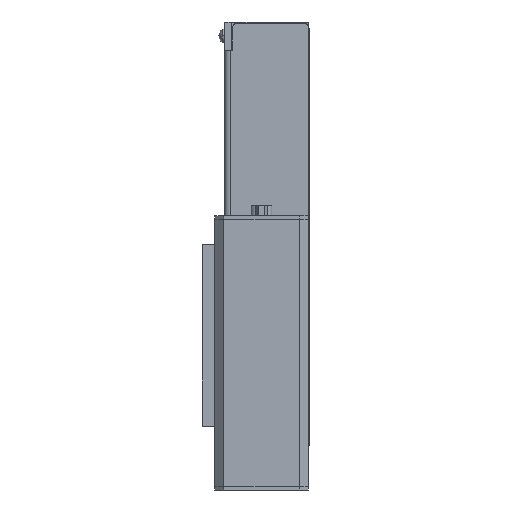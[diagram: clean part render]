
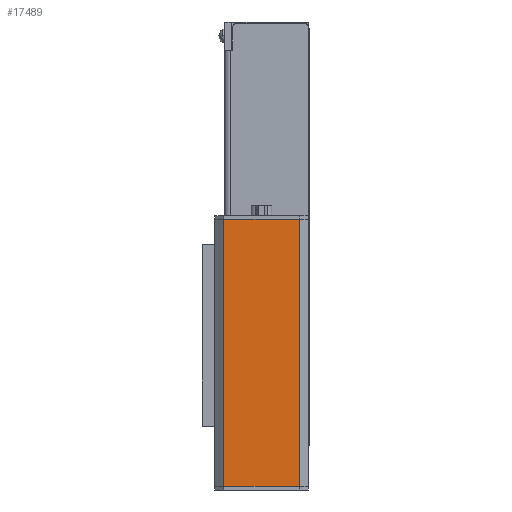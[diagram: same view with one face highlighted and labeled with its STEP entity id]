
A CAD part, left-side view. The second image highlights one B-rep face of the part: STEP entity #17489.
In plain terms, the highlighted face is planar.
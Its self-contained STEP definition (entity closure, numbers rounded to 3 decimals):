
#830 = DIRECTION ( 'NONE',  ( 0., 0., 1. ) ) ;
#1094 = LINE ( 'NONE', #7311, #18823 ) ;
#1106 = EDGE_CURVE ( 'NONE', #19858, #12285, #1375, .T. ) ;
#1375 = LINE ( 'NONE', #19448, #19573 ) ;
#1585 = CARTESIAN_POINT ( 'NONE',  ( 41., 17., -91.25 ) ) ;
#3288 = VERTEX_POINT ( 'NONE', #9827 ) ;
#3372 = ORIENTED_EDGE ( 'NONE', *, *, #1106, .F. ) ;
#4497 = ORIENTED_EDGE ( 'NONE', *, *, #15438, .F. ) ;
#4795 = DIRECTION ( 'NONE',  ( 0., 1., 0. ) ) ;
#5250 = CARTESIAN_POINT ( 'NONE',  ( 41., 17., 28.5 ) ) ;
#6226 = EDGE_CURVE ( 'NONE', #6974, #3288, #12938, .T. ) ;
#6974 = VERTEX_POINT ( 'NONE', #14076 ) ;
#7311 = CARTESIAN_POINT ( 'NONE',  ( 41., 17., -91.25 ) ) ;
#8824 = ORIENTED_EDGE ( 'NONE', *, *, #10361, .T. ) ;
#9115 = AXIS2_PLACEMENT_3D ( 'NONE', #15494, #13666, #830 ) ;
#9616 = VECTOR ( 'NONE', #19572, 1000. ) ;
#9827 = CARTESIAN_POINT ( 'NONE',  ( 41., -17., -91.25 ) ) ;
#10241 = EDGE_LOOP ( 'NONE', ( #8824, #3372, #4497, #14654 ) ) ;
#10361 = EDGE_CURVE ( 'NONE', #6974, #12285, #1094, .T. ) ;
#10954 = LINE ( 'NONE', #12983, #11898 ) ;
#11898 = VECTOR ( 'NONE', #16300, 1000. ) ;
#12285 = VERTEX_POINT ( 'NONE', #5250 ) ;
#12938 = LINE ( 'NONE', #1585, #9616 ) ;
#12983 = CARTESIAN_POINT ( 'NONE',  ( 41., -17., -91.25 ) ) ;
#13187 = CARTESIAN_POINT ( 'NONE',  ( 41., -17., 28.5 ) ) ;
#13666 = DIRECTION ( 'NONE',  ( -1., 0., 0. ) ) ;
#13788 = PLANE ( 'NONE',  #9115 ) ;
#14044 = DIRECTION ( 'NONE',  ( 0., 0., 1. ) ) ;
#14076 = CARTESIAN_POINT ( 'NONE',  ( 41., 17., -91.25 ) ) ;
#14654 = ORIENTED_EDGE ( 'NONE', *, *, #6226, .F. ) ;
#15438 = EDGE_CURVE ( 'NONE', #3288, #19858, #10954, .T. ) ;
#15494 = CARTESIAN_POINT ( 'NONE',  ( 41., 17., -91.25 ) ) ;
#16300 = DIRECTION ( 'NONE',  ( 0., 0., 1. ) ) ;
#17306 = FACE_OUTER_BOUND ( 'NONE', #10241, .T. ) ;
#17489 = ADVANCED_FACE ( 'NONE', ( #17306 ), #13788, .F. ) ;
#18823 = VECTOR ( 'NONE', #14044, 1000. ) ;
#19448 = CARTESIAN_POINT ( 'NONE',  ( 41., 17., 28.5 ) ) ;
#19572 = DIRECTION ( 'NONE',  ( 0., -1., 0. ) ) ;
#19573 = VECTOR ( 'NONE', #4795, 1000. ) ;
#19858 = VERTEX_POINT ( 'NONE', #13187 ) ;
